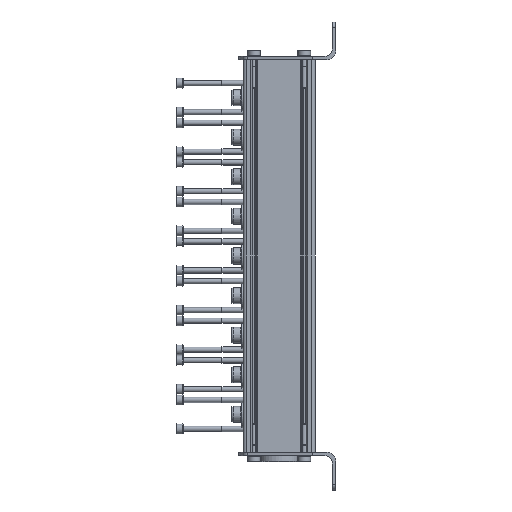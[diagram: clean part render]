
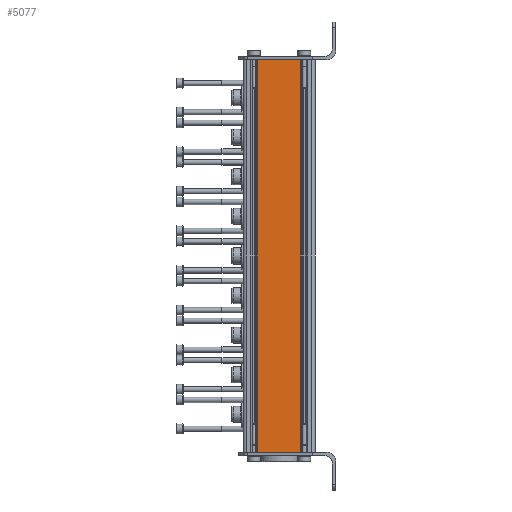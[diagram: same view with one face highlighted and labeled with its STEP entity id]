
A CAD part, left-side view. The second image highlights one B-rep face of the part: STEP entity #5077.
In plain terms, the highlighted planar face has unit normal (-1, 0, 0).
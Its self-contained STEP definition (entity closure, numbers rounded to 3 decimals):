
#396=LINE('',#8384,#716);
#397=LINE('',#8386,#717);
#398=LINE('',#8388,#718);
#399=LINE('',#8390,#719);
#716=VECTOR('',#6542,1000.);
#717=VECTOR('',#6545,1000.);
#718=VECTOR('',#6546,1000.);
#719=VECTOR('',#6547,1000.);
#940=PLANE('',#5571);
#1655=ORIENTED_EDGE('',*,*,#2914,.F.);
#1656=ORIENTED_EDGE('',*,*,#2913,.F.);
#1657=ORIENTED_EDGE('',*,*,#2915,.T.);
#1658=ORIENTED_EDGE('',*,*,#2916,.T.);
#2913=EDGE_CURVE('',#3510,#3509,#396,.T.);
#2914=EDGE_CURVE('',#3509,#3511,#397,.T.);
#2915=EDGE_CURVE('',#3510,#3512,#398,.T.);
#2916=EDGE_CURVE('',#3512,#3511,#399,.T.);
#3509=VERTEX_POINT('',#8381);
#3510=VERTEX_POINT('',#8383);
#3511=VERTEX_POINT('',#8387);
#3512=VERTEX_POINT('',#8389);
#3977=EDGE_LOOP('',(#1655,#1656,#1657,#1658));
#4471=FACE_BOUND('',#3977,.T.);
#5077=ADVANCED_FACE('',(#4471),#940,.T.);
#5571=AXIS2_PLACEMENT_3D('',#8385,#6543,#6544);
#6542=DIRECTION('',(0.,0.,1.));
#6543=DIRECTION('',(-1.,0.,0.));
#6544=DIRECTION('',(0.,0.,1.));
#6545=DIRECTION('',(0.,-1.,0.));
#6546=DIRECTION('',(0.,-1.,0.));
#6547=DIRECTION('',(0.,0.,1.));
#8381=CARTESIAN_POINT('',(-11.5,11.979,0.));
#8383=CARTESIAN_POINT('',(-11.5,11.979,-218.));
#8384=CARTESIAN_POINT('',(-11.5,11.979,-218.));
#8385=CARTESIAN_POINT('',(-11.5,11.979,-218.));
#8386=CARTESIAN_POINT('',(-11.5,11.979,0.));
#8387=CARTESIAN_POINT('',(-11.5,-11.979,0.));
#8388=CARTESIAN_POINT('',(-11.5,11.979,-218.));
#8389=CARTESIAN_POINT('',(-11.5,-11.979,-218.));
#8390=CARTESIAN_POINT('',(-11.5,-11.979,-218.));
